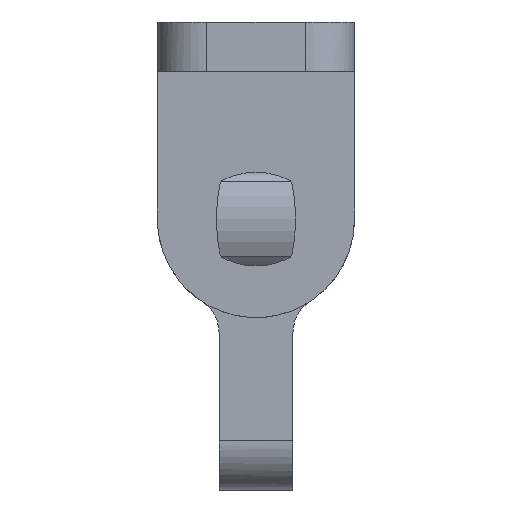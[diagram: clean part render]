
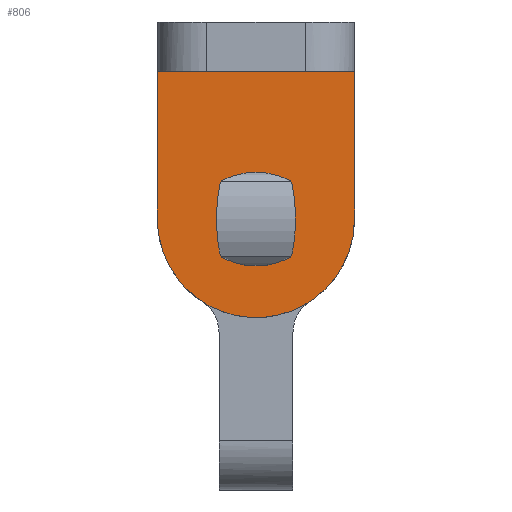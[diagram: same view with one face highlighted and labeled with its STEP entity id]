
A CAD part, left-side view. The second image highlights one B-rep face of the part: STEP entity #806.
In plain terms, the highlighted free-form (B-spline) face has degree [1, 1] with [2, 2] control points.
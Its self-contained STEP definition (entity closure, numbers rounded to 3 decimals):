
#597=CARTESIAN_POINT('',(-2.0,-1.125,-1.03));
#598=VERTEX_POINT('',#597);
#599=CARTESIAN_POINT('',(-2.0,1.125,-1.03));
#600=VERTEX_POINT('',#599);
#601=CARTESIAN_POINT('',(-2.0,-1.125,-1.03));
#602=CARTESIAN_POINT('',(-2.,-0.672,-1.525));
#603=CARTESIAN_POINT('',(-2.0,0.0,-1.525));
#604=CARTESIAN_POINT('',(-2.,0.672,-1.525));
#605=CARTESIAN_POINT('',(-2.0,1.125,-1.03));
#613=(BOUNDED_CURVE()B_SPLINE_CURVE(2,(#601,#602,#603,#604,#605),.UNSPECIFIED.,.F.,.U.)B_SPLINE_CURVE_WITH_KNOTS((3,2,3),(0.0,0.5,1.0),.UNSPECIFIED.)CURVE()GEOMETRIC_REPRESENTATION_ITEM()RATIONAL_B_SPLINE_CURVE((1.0,0.915,1.0,0.915,1.0))REPRESENTATION_ITEM(''));
#614=EDGE_CURVE('',#598,#600,#613,.T.);
#653=CARTESIAN_POINT('',(-2.0,1.125,1.03));
#654=VERTEX_POINT('',#653);
#655=CARTESIAN_POINT('',(-2.0,1.125,1.03));
#656=CARTESIAN_POINT('',(-2.0,1.125,-1.03));
#657=QUASI_UNIFORM_CURVE('',1,(#655,#656),.UNSPECIFIED.,.F.,.U.);
#658=EDGE_CURVE('',#654,#600,#657,.T.);
#690=CARTESIAN_POINT('',(-2.0,-1.125,1.03));
#691=VERTEX_POINT('',#690);
#692=CARTESIAN_POINT('',(-2.0,1.125,1.03));
#693=CARTESIAN_POINT('',(-2.0,0.672,1.525));
#694=CARTESIAN_POINT('',(-2.0,0.0,1.525));
#695=CARTESIAN_POINT('',(-2.0,-0.672,1.525));
#696=CARTESIAN_POINT('',(-2.0,-1.125,1.03));
#704=(BOUNDED_CURVE()B_SPLINE_CURVE(2,(#692,#693,#694,#695,#696),.UNSPECIFIED.,.F.,.U.)B_SPLINE_CURVE_WITH_KNOTS((3,2,3),(0.0,0.5,1.0),.UNSPECIFIED.)CURVE()GEOMETRIC_REPRESENTATION_ITEM()RATIONAL_B_SPLINE_CURVE((1.0,0.915,1.0,0.915,1.0))REPRESENTATION_ITEM(''));
#705=EDGE_CURVE('',#654,#691,#704,.T.);
#738=CARTESIAN_POINT('',(-2.0,-1.125,-1.03));
#739=CARTESIAN_POINT('',(-2.0,-1.125,1.03));
#740=QUASI_UNIFORM_CURVE('',1,(#738,#739),.UNSPECIFIED.,.F.,.U.);
#741=EDGE_CURVE('',#598,#691,#740,.T.);
#753=CARTESIAN_POINT('',(-2.0,-4.4,6.5));
#754=CARTESIAN_POINT('',(-2.0,4.4,6.5));
#755=CARTESIAN_POINT('',(-2.0,-4.4,-4.5));
#756=CARTESIAN_POINT('',(-2.0,4.4,-4.5));
#757=B_SPLINE_SURFACE_WITH_KNOTS('',1,1,((#753,#755),(#754,#756)),.UNSPECIFIED.,.F.,.F.,.U.,(2,2),(2,2),(0.0,8.799),(0.0,10.999),.UNSPECIFIED.);
#758=CARTESIAN_POINT('',(-2.0,4.,0.));
#759=VERTEX_POINT('',#758);
#760=CARTESIAN_POINT('',(-2.0,4.0,6.));
#761=VERTEX_POINT('',#760);
#762=CARTESIAN_POINT('',(-2.0,4.,0.));
#763=CARTESIAN_POINT('',(-2.0,4.0,6.));
#764=QUASI_UNIFORM_CURVE('',1,(#762,#763),.UNSPECIFIED.,.F.,.U.);
#765=EDGE_CURVE('',#759,#761,#764,.T.);
#766=ORIENTED_EDGE('',*,*,#765,.F.);
#767=CARTESIAN_POINT('',(-2.0,-4.,0.));
#768=VERTEX_POINT('',#767);
#769=CARTESIAN_POINT('',(-2.0,-4.,0.));
#770=CARTESIAN_POINT('',(-2.,-4.0,-2.309));
#771=CARTESIAN_POINT('',(-2.0,-2.,-3.464));
#772=CARTESIAN_POINT('',(-2.,0.,-4.619));
#773=CARTESIAN_POINT('',(-2.0,2.,-3.464));
#774=CARTESIAN_POINT('',(-2.,4.,-2.309));
#775=CARTESIAN_POINT('',(-2.0,4.,0.));
#783=(BOUNDED_CURVE()B_SPLINE_CURVE(2,(#769,#770,#771,#772,#773,#774,#775),.UNSPECIFIED.,.F.,.U.)B_SPLINE_CURVE_WITH_KNOTS((3,2,2,3),(0.0,0.333,0.667,1.0),.UNSPECIFIED.)CURVE()GEOMETRIC_REPRESENTATION_ITEM()RATIONAL_B_SPLINE_CURVE((1.0,0.866,1.0,0.866,1.0,0.866,1.0))REPRESENTATION_ITEM(''));
#784=EDGE_CURVE('',#768,#759,#783,.T.);
#785=ORIENTED_EDGE('',*,*,#784,.F.);
#786=CARTESIAN_POINT('',(-2.0,-4.,6.));
#787=VERTEX_POINT('',#786);
#788=CARTESIAN_POINT('',(-2.0,-4.,6.));
#789=CARTESIAN_POINT('',(-2.0,-4.,0.));
#790=QUASI_UNIFORM_CURVE('',1,(#788,#789),.UNSPECIFIED.,.F.,.U.);
#791=EDGE_CURVE('',#787,#768,#790,.T.);
#792=ORIENTED_EDGE('',*,*,#791,.F.);
#793=CARTESIAN_POINT('',(-2.0,4.0,6.));
#794=CARTESIAN_POINT('',(-2.0,-4.,6.));
#795=QUASI_UNIFORM_CURVE('',1,(#793,#794),.UNSPECIFIED.,.F.,.U.);
#796=EDGE_CURVE('',#761,#787,#795,.T.);
#797=ORIENTED_EDGE('',*,*,#796,.F.);
#798=EDGE_LOOP('',(#766,#785,#792,#797));
#799=FACE_OUTER_BOUND('',#798,.T.);
#800=ORIENTED_EDGE('',*,*,#705,.T.);
#801=ORIENTED_EDGE('',*,*,#741,.F.);
#802=ORIENTED_EDGE('',*,*,#614,.T.);
#803=ORIENTED_EDGE('',*,*,#658,.F.);
#804=EDGE_LOOP('',(#800,#801,#802,#803));
#805=FACE_BOUND('',#804,.T.);
#806=ADVANCED_FACE('',(#799,#805),#757,.T.);
